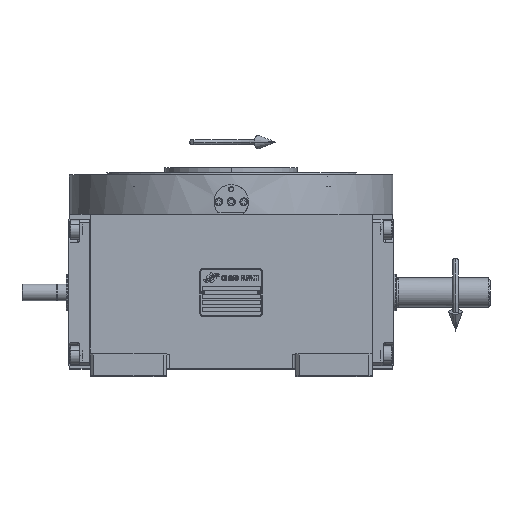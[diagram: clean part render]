
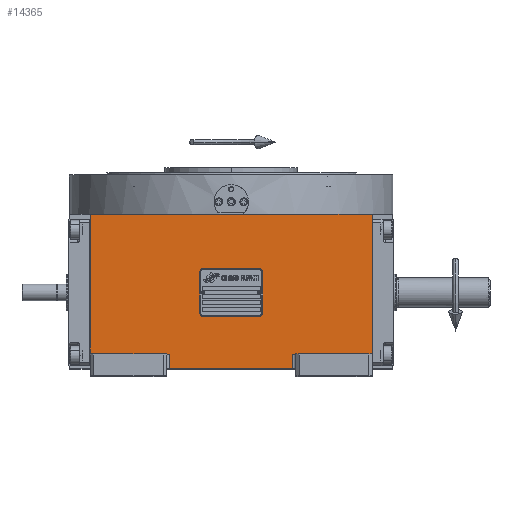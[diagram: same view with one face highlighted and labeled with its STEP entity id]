
A CAD part, top view. The second image highlights one B-rep face of the part: STEP entity #14365.
In plain terms, the highlighted planar face has unit normal (0, 0, 1).
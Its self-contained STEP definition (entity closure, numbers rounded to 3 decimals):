
#1246 = DIRECTION ( 'NONE',  ( 1., 0., 0. ) ) ;
#1622 = VECTOR ( 'NONE', #4543, 1000. ) ;
#2492 = VERTEX_POINT ( 'NONE', #30019 ) ;
#2979 = DIRECTION ( 'NONE',  ( 1., 0., 0. ) ) ;
#3353 = DIRECTION ( 'NONE',  ( 0., 1., 0. ) ) ;
#4241 = CARTESIAN_POINT ( 'NONE',  ( -135., 75., 226. ) ) ;
#4543 = DIRECTION ( 'NONE',  ( 0., 1., 0. ) ) ;
#7579 = VERTEX_POINT ( 'NONE', #17970 ) ;
#7844 = ORIENTED_EDGE ( 'NONE', *, *, #24693, .F. ) ;
#8287 = EDGE_CURVE ( 'NONE', #34067, #65594, #49384, .T. ) ;
#9120 = CARTESIAN_POINT ( 'NONE',  ( -135., -59., 226. ) ) ;
#9502 = DIRECTION ( 'NONE',  ( 0., 1., 0. ) ) ;
#9511 = LINE ( 'NONE', #4241, #63446 ) ;
#10877 = VERTEX_POINT ( 'NONE', #65371 ) ;
#13358 = ORIENTED_EDGE ( 'NONE', *, *, #8287, .T. ) ;
#13862 = PLANE ( 'NONE',  #39669 ) ;
#14365 = ADVANCED_FACE ( 'NONE', ( #46539 ), #13862, .T. ) ;
#14537 = ORIENTED_EDGE ( 'NONE', *, *, #45808, .F. ) ;
#15066 = LINE ( 'NONE', #30895, #25901 ) ;
#17259 = ORIENTED_EDGE ( 'NONE', *, *, #62689, .F. ) ;
#17416 = CARTESIAN_POINT ( 'NONE',  ( 59., -59., 226. ) ) ;
#17970 = CARTESIAN_POINT ( 'NONE',  ( 135., 75., 226. ) ) ;
#19152 = LINE ( 'NONE', #56785, #36846 ) ;
#24693 = EDGE_CURVE ( 'NONE', #53026, #7579, #9511, .T. ) ;
#25657 = EDGE_LOOP ( 'NONE', ( #26872, #32822, #13358, #31859, #7844, #14537, #29994, #17259 ) ) ;
#25901 = VECTOR ( 'NONE', #36143, 1000. ) ;
#26872 = ORIENTED_EDGE ( 'NONE', *, *, #43657, .T. ) ;
#28365 = VECTOR ( 'NONE', #9502, 1000. ) ;
#28376 = EDGE_CURVE ( 'NONE', #65594, #7579, #19152, .T. ) ;
#29994 = ORIENTED_EDGE ( 'NONE', *, *, #34581, .T. ) ;
#30019 = CARTESIAN_POINT ( 'NONE',  ( 59., -73., 226. ) ) ;
#30199 = DIRECTION ( 'NONE',  ( 1., 0., 0. ) ) ;
#30895 = CARTESIAN_POINT ( 'NONE',  ( 59., -59., 226. ) ) ;
#30961 = CARTESIAN_POINT ( 'NONE',  ( -59., -73., 226. ) ) ;
#31041 = EDGE_CURVE ( 'NONE', #34067, #2492, #15066, .T. ) ;
#31635 = DIRECTION ( 'NONE',  ( 1., 0., 0. ) ) ;
#31651 = CARTESIAN_POINT ( 'NONE',  ( 59., -59., 226. ) ) ;
#31859 = ORIENTED_EDGE ( 'NONE', *, *, #28376, .T. ) ;
#32018 = CARTESIAN_POINT ( 'NONE',  ( -59., -73., 226. ) ) ;
#32822 = ORIENTED_EDGE ( 'NONE', *, *, #31041, .F. ) ;
#34067 = VERTEX_POINT ( 'NONE', #31651 ) ;
#34581 = EDGE_CURVE ( 'NONE', #10877, #53671, #63565, .T. ) ;
#35308 = CARTESIAN_POINT ( 'NONE',  ( -135., -73., 226. ) ) ;
#35650 = DIRECTION ( 'NONE',  ( 1., 0., 0. ) ) ;
#36143 = DIRECTION ( 'NONE',  ( 0., -1., 0. ) ) ;
#36846 = VECTOR ( 'NONE', #3353, 1000. ) ;
#37598 = LINE ( 'NONE', #30961, #28365 ) ;
#39669 = AXIS2_PLACEMENT_3D ( 'NONE', #35308, #51464, #35650 ) ;
#40906 = LINE ( 'NONE', #56039, #43169 ) ;
#43169 = VECTOR ( 'NONE', #2979, 1000. ) ;
#43657 = EDGE_CURVE ( 'NONE', #50723, #2492, #40906, .T. ) ;
#44584 = VECTOR ( 'NONE', #30199, 1000. ) ;
#45015 = CARTESIAN_POINT ( 'NONE',  ( 135., -59., 226. ) ) ;
#45808 = EDGE_CURVE ( 'NONE', #10877, #53026, #57270, .T. ) ;
#46539 = FACE_OUTER_BOUND ( 'NONE', #25657, .T. ) ;
#47385 = VECTOR ( 'NONE', #1246, 1000. ) ;
#49384 = LINE ( 'NONE', #17416, #47385 ) ;
#50723 = VERTEX_POINT ( 'NONE', #32018 ) ;
#51464 = DIRECTION ( 'NONE',  ( 0., 0., 1. ) ) ;
#51740 = CARTESIAN_POINT ( 'NONE',  ( -135., 75., 226. ) ) ;
#53026 = VERTEX_POINT ( 'NONE', #51740 ) ;
#53671 = VERTEX_POINT ( 'NONE', #62918 ) ;
#56039 = CARTESIAN_POINT ( 'NONE',  ( -59., -73., 226. ) ) ;
#56785 = CARTESIAN_POINT ( 'NONE',  ( 135., -59., 226. ) ) ;
#57270 = LINE ( 'NONE', #9120, #1622 ) ;
#62689 = EDGE_CURVE ( 'NONE', #50723, #53671, #37598, .T. ) ;
#62918 = CARTESIAN_POINT ( 'NONE',  ( -59., -59., 226. ) ) ;
#63446 = VECTOR ( 'NONE', #31635, 1000. ) ;
#63565 = LINE ( 'NONE', #63891, #44584 ) ;
#63891 = CARTESIAN_POINT ( 'NONE',  ( -135., -59., 226. ) ) ;
#65371 = CARTESIAN_POINT ( 'NONE',  ( -135., -59., 226. ) ) ;
#65594 = VERTEX_POINT ( 'NONE', #45015 ) ;
